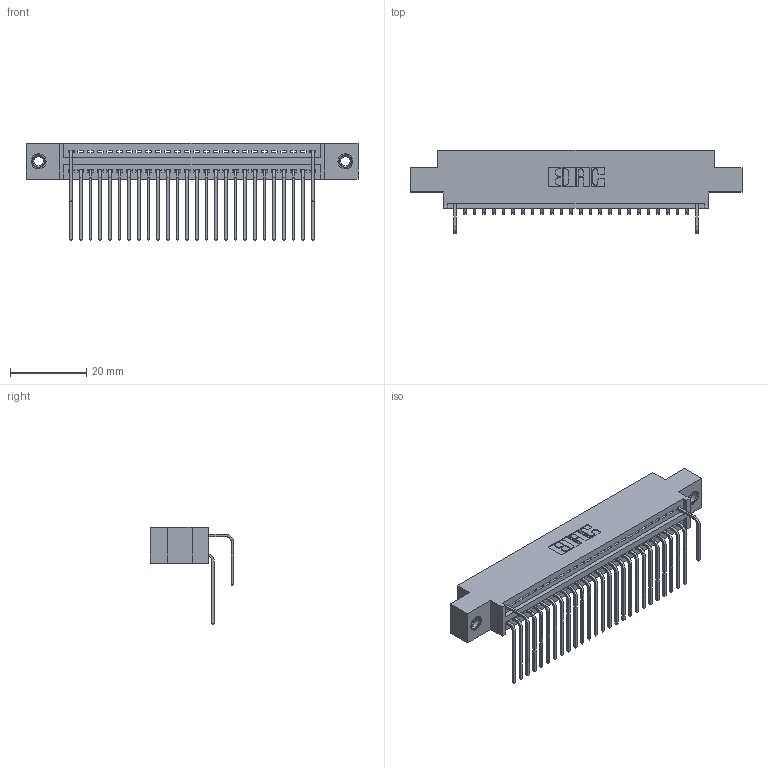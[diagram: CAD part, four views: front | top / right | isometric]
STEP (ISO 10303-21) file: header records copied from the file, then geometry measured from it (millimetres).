
FILE_DESCRIPTION (( 'STEP AP203' ), '1' );
FILE_NAME ('345-052-558-807.STEP', '2018-09-23T00:35:51', ( '' ), ( '' ), 'SwSTEP 2.0', 'SolidWorks 2016', '' );
FILE_SCHEMA (( 'CONFIG_CONTROL_DESIGN' ));
Length unit declared in the file: inch
Products named in the file (5): 345-250-001_345-250-005-103; 345-052-558-807; 345 Part_0.170 Offset - 0.156 Dia-TI; 345-292-001_558 559 Tail - 1; 345-292-001_558 Tail - 2
Assembly tree (31 placements, depth 2):
  345-052-558-807
    345 Part_0.170 Offset - 0.156 Dia-TI
    345-292-001_558 559 Tail - 1  x26
    345-292-001_558 Tail - 2  x2
    345-250-001_345-250-005-103  x2
Bounding box: 87.25 x 21.83 x 25.53 mm (x, y, z)
Volume: 8145.2 mm3; surface area: 11435.7 mm2
Topology: 31 solids, 31 shells, 1838 faces, 5477 edges, 3606 vertices
Faces by surface type: plane 1264, cylinder 558, cone 12, torus 4
Entity records: 24756 total; most frequent: CARTESIAN_POINT 4298, ORIENTED_EDGE 4198, DIRECTION 3781, EDGE_CURVE 2099, VECTOR 1803, LINE 1803, VERTEX_POINT 1392, AXIS2_PLACEMENT_3D 989
